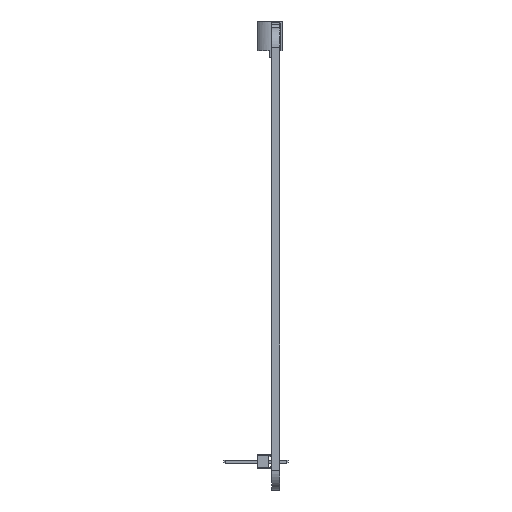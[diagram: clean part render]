
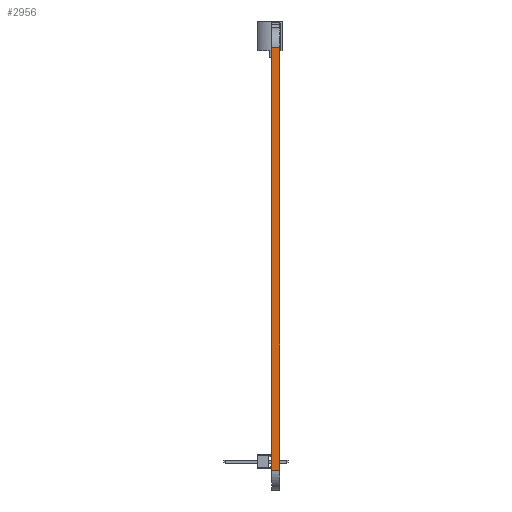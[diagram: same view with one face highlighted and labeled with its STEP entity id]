
A CAD part, left-side view. The second image highlights one B-rep face of the part: STEP entity #2956.
In plain terms, the highlighted planar face has unit normal (-1, 0, 0).
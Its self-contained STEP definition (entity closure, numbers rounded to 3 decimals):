
#738 = CARTESIAN_POINT ( 'NONE',  ( -48., 1.5, -37.5 ) ) ;
#774 = ORIENTED_EDGE ( 'NONE', *, *, #8198, .T. ) ;
#943 = CARTESIAN_POINT ( 'NONE',  ( -48., 1.5, -37.5 ) ) ;
#1317 = CARTESIAN_POINT ( 'NONE',  ( -48., 1.5, -37.5 ) ) ;
#1358 = EDGE_CURVE ( 'NONE', #1526, #7026, #7746, .T. ) ;
#1460 = LINE ( 'NONE', #4327, #4012 ) ;
#1526 = VERTEX_POINT ( 'NONE', #5201 ) ;
#1937 = VERTEX_POINT ( 'NONE', #3508 ) ;
#2063 = CARTESIAN_POINT ( 'NONE',  ( -48., 1.5, 37.5 ) ) ;
#2159 = DIRECTION ( 'NONE',  ( 0., 0., 1. ) ) ;
#2504 = EDGE_CURVE ( 'NONE', #1937, #7026, #1460, .T. ) ;
#2790 = CARTESIAN_POINT ( 'NONE',  ( -48., 1.5, -37.5 ) ) ;
#2884 = PLANE ( 'NONE',  #7066 ) ;
#2956 = ADVANCED_FACE ( 'NONE', ( #7093 ), #2884, .F. ) ;
#3508 = CARTESIAN_POINT ( 'NONE',  ( -48., 0., -37.5 ) ) ;
#3536 = DIRECTION ( 'NONE',  ( 0., 0., 1. ) ) ;
#4012 = VECTOR ( 'NONE', #2159, 1000. ) ;
#4187 = DIRECTION ( 'NONE',  ( 1., 0., 0. ) ) ;
#4239 = DIRECTION ( 'NONE',  ( 0., -1., 0. ) ) ;
#4327 = CARTESIAN_POINT ( 'NONE',  ( -48., 0., -37.5 ) ) ;
#4689 = EDGE_LOOP ( 'NONE', ( #8414, #8988, #6376, #774 ) ) ;
#4795 = LINE ( 'NONE', #1317, #8203 ) ;
#5042 = DIRECTION ( 'NONE',  ( 0., -1., 0. ) ) ;
#5201 = CARTESIAN_POINT ( 'NONE',  ( -48., 1.5, 37.5 ) ) ;
#5596 = CARTESIAN_POINT ( 'NONE',  ( -48., 0., 37.5 ) ) ;
#5944 = VERTEX_POINT ( 'NONE', #943 ) ;
#6376 = ORIENTED_EDGE ( 'NONE', *, *, #9038, .F. ) ;
#6924 = VECTOR ( 'NONE', #4239, 1000. ) ;
#7026 = VERTEX_POINT ( 'NONE', #5596 ) ;
#7066 = AXIS2_PLACEMENT_3D ( 'NONE', #2790, #4187, #7792 ) ;
#7093 = FACE_OUTER_BOUND ( 'NONE', #4689, .T. ) ;
#7746 = LINE ( 'NONE', #2063, #6924 ) ;
#7792 = DIRECTION ( 'NONE',  ( 0., 0., -1. ) ) ;
#7817 = LINE ( 'NONE', #738, #8954 ) ;
#8198 = EDGE_CURVE ( 'NONE', #5944, #1937, #7817, .T. ) ;
#8203 = VECTOR ( 'NONE', #3536, 1000. ) ;
#8414 = ORIENTED_EDGE ( 'NONE', *, *, #2504, .T. ) ;
#8954 = VECTOR ( 'NONE', #5042, 1000. ) ;
#8988 = ORIENTED_EDGE ( 'NONE', *, *, #1358, .F. ) ;
#9038 = EDGE_CURVE ( 'NONE', #5944, #1526, #4795, .T. ) ;
